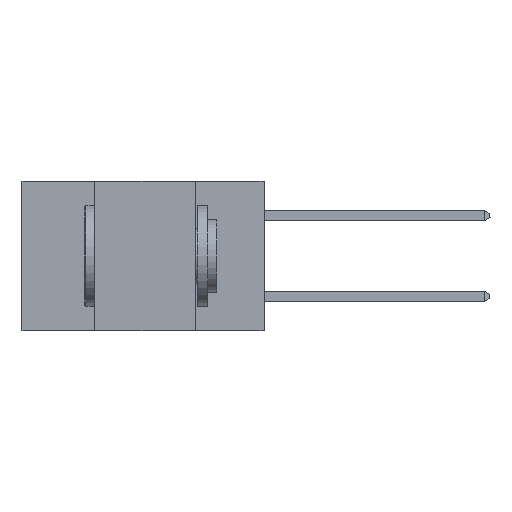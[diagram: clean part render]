
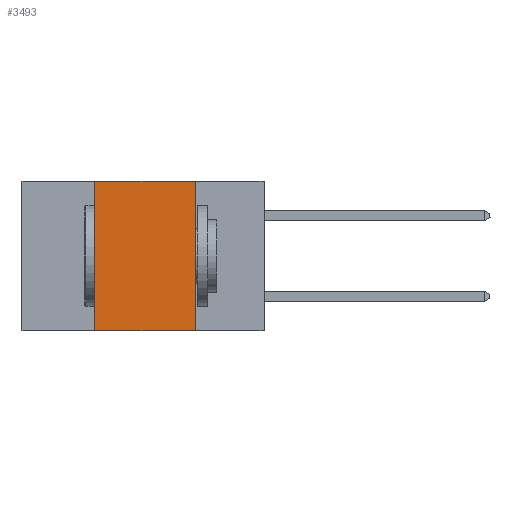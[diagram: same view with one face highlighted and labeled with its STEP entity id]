
A CAD part, left-side view. The second image highlights one B-rep face of the part: STEP entity #3493.
In plain terms, the highlighted planar face has unit normal (-1, 0, 0).
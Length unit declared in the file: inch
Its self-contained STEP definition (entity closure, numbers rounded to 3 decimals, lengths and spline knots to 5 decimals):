
#18 = CARTESIAN_POINT ( 'NONE',  ( 0., 0.6, 0. ) ) ;
#777 = VERTEX_POINT ( 'NONE', #7901 ) ;
#1198 = ORIENTED_EDGE ( 'NONE', *, *, #7603, .F. ) ;
#1317 = DIRECTION ( 'NONE',  ( 0., -1., 0. ) ) ;
#1541 = LINE ( 'NONE', #7247, #11095 ) ;
#1772 = AXIS2_PLACEMENT_3D ( 'NONE', #7867, #3746, #11595 ) ;
#2076 = VECTOR ( 'NONE', #5546, 39.37008 ) ;
#2298 = PLANE ( 'NONE',  #1772 ) ;
#2465 = CARTESIAN_POINT ( 'NONE',  ( 0., 0.42, 0. ) ) ;
#3493 = ADVANCED_FACE ( 'NONE', ( #8107 ), #2298, .F. ) ;
#3746 = DIRECTION ( 'NONE',  ( 1., 0., 0. ) ) ;
#4993 = LINE ( 'NONE', #2465, #11211 ) ;
#5546 = DIRECTION ( 'NONE',  ( 0., -1., 0. ) ) ;
#6370 = LINE ( 'NONE', #18, #8450 ) ;
#6737 = VERTEX_POINT ( 'NONE', #7204 ) ;
#7204 = CARTESIAN_POINT ( 'NONE',  ( 0., 0.17, -0.37 ) ) ;
#7247 = CARTESIAN_POINT ( 'NONE',  ( 0., 0.17, 0. ) ) ;
#7603 = EDGE_CURVE ( 'NONE', #15142, #6737, #1541, .T. ) ;
#7867 = CARTESIAN_POINT ( 'NONE',  ( 0., 0.6, 0. ) ) ;
#7901 = CARTESIAN_POINT ( 'NONE',  ( 0., 0.42, 0. ) ) ;
#8107 = FACE_OUTER_BOUND ( 'NONE', #14969, .T. ) ;
#8215 = CARTESIAN_POINT ( 'NONE',  ( 0., 0.42, -0.37 ) ) ;
#8338 = EDGE_CURVE ( 'NONE', #15810, #6737, #10170, .T. ) ;
#8450 = VECTOR ( 'NONE', #1317, 39.37008 ) ;
#10170 = LINE ( 'NONE', #13419, #2076 ) ;
#10537 = DIRECTION ( 'NONE',  ( 0., 0., 1. ) ) ;
#10987 = ORIENTED_EDGE ( 'NONE', *, *, #11148, .F. ) ;
#11095 = VECTOR ( 'NONE', #12543, 39.37008 ) ;
#11148 = EDGE_CURVE ( 'NONE', #777, #15142, #6370, .T. ) ;
#11211 = VECTOR ( 'NONE', #10537, 39.37008 ) ;
#11595 = DIRECTION ( 'NONE',  ( 0., 0., -1. ) ) ;
#12194 = ORIENTED_EDGE ( 'NONE', *, *, #14632, .F. ) ;
#12543 = DIRECTION ( 'NONE',  ( 0., 0., -1. ) ) ;
#13419 = CARTESIAN_POINT ( 'NONE',  ( 0., 0.6, -0.37 ) ) ;
#14632 = EDGE_CURVE ( 'NONE', #15810, #777, #4993, .T. ) ;
#14969 = EDGE_LOOP ( 'NONE', ( #1198, #10987, #12194, #16539 ) ) ;
#15142 = VERTEX_POINT ( 'NONE', #15710 ) ;
#15710 = CARTESIAN_POINT ( 'NONE',  ( 0., 0.17, 0. ) ) ;
#15810 = VERTEX_POINT ( 'NONE', #8215 ) ;
#16539 = ORIENTED_EDGE ( 'NONE', *, *, #8338, .T. ) ;
